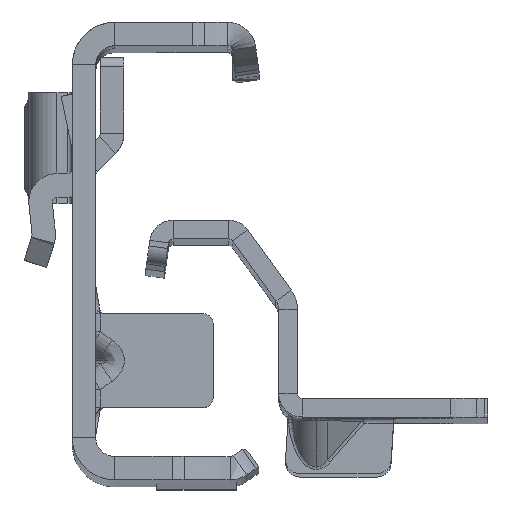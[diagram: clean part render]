
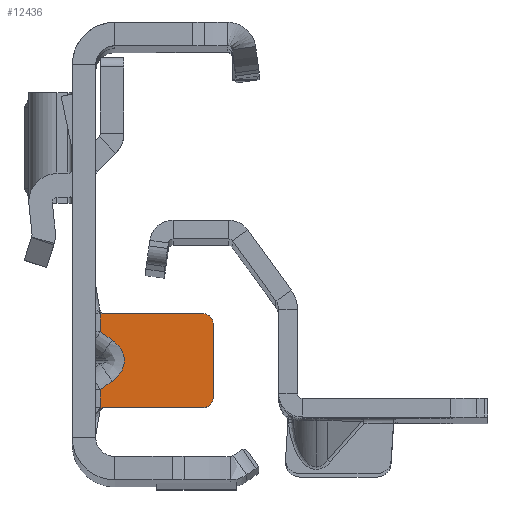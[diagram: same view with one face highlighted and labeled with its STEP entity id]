
A CAD part, top view. The second image highlights one B-rep face of the part: STEP entity #12436.
In plain terms, the highlighted planar face has unit normal (0, 0, 1).
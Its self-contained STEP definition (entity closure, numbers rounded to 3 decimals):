
#8 = DIRECTION ( 'NONE',  ( -1., 0., 0. ) ) ;
#435 = DIRECTION ( 'NONE',  ( 0., 1., 0. ) ) ;
#746 = DIRECTION ( 'NONE',  ( -0.816, 0.577, 0. ) ) ;
#832 = VERTEX_POINT ( 'NONE', #10114 ) ;
#940 = FACE_OUTER_BOUND ( 'NONE', #14522, .T. ) ;
#1170 = CARTESIAN_POINT ( 'NONE',  ( 0.5, -13.681, -391.5 ) ) ;
#1221 = DIRECTION ( 'NONE',  ( 0., 1., 0. ) ) ;
#1267 = VECTOR ( 'NONE', #435, 1000. ) ;
#1385 = DIRECTION ( 'NONE',  ( 0.816, 0.577, 0. ) ) ;
#1453 = VECTOR ( 'NONE', #15153, 1000. ) ;
#1793 = CARTESIAN_POINT ( 'NONE',  ( 12.5, -6.6, -391.5 ) ) ;
#1932 = DIRECTION ( 'NONE',  ( 1., 0., 0. ) ) ;
#1950 = VERTEX_POINT ( 'NONE', #4188 ) ;
#2353 = VERTEX_POINT ( 'NONE', #1170 ) ;
#2359 = CARTESIAN_POINT ( 'NONE',  ( 1.757, -12.792, -391.5 ) ) ;
#2488 = CARTESIAN_POINT ( 'NONE',  ( 11.5, -15.6, -391.5 ) ) ;
#2871 = LINE ( 'NONE', #6141, #2873 ) ;
#2873 = VECTOR ( 'NONE', #16383, 1000. ) ;
#2935 = VECTOR ( 'NONE', #8975, 1000. ) ;
#2964 = EDGE_CURVE ( 'NONE', #7438, #7162, #11712, .T. ) ;
#3201 = ORIENTED_EDGE ( 'NONE', *, *, #14915, .T. ) ;
#3624 = EDGE_CURVE ( 'NONE', #832, #7119, #18001, .T. ) ;
#3868 = CARTESIAN_POINT ( 'NONE',  ( 11.5, -6.6, -391.5 ) ) ;
#4106 = DIRECTION ( 'NONE',  ( 0., 1., 0. ) ) ;
#4188 = CARTESIAN_POINT ( 'NONE',  ( 0.5, -15.6, -391.5 ) ) ;
#4221 = VECTOR ( 'NONE', #1932, 1000. ) ;
#4725 = CIRCLE ( 'NONE', #18522, 1. ) ;
#5048 = EDGE_CURVE ( 'NONE', #2353, #18919, #6015, .T. ) ;
#5229 = DIRECTION ( 'NONE',  ( 1., 0., 0. ) ) ;
#5274 = EDGE_CURVE ( 'NONE', #18919, #13423, #12632, .T. ) ;
#5346 = CARTESIAN_POINT ( 'NONE',  ( 3.573, -9.692, -391.5 ) ) ;
#5799 = LINE ( 'NONE', #6638, #4221 ) ;
#6015 = LINE ( 'NONE', #8878, #14599 ) ;
#6016 = ORIENTED_EDGE ( 'NONE', *, *, #5048, .F. ) ;
#6141 = CARTESIAN_POINT ( 'NONE',  ( 0.5, 22.3, -391.5 ) ) ;
#6388 = CARTESIAN_POINT ( 'NONE',  ( 0.708, -5.6, -391.5 ) ) ;
#6638 = CARTESIAN_POINT ( 'NONE',  ( -1.826, -15.6, -391.5 ) ) ;
#6648 = VERTEX_POINT ( 'NONE', #2488 ) ;
#6813 = CARTESIAN_POINT ( 'NONE',  ( -37.326, 22.3, -391.5 ) ) ;
#7119 = VERTEX_POINT ( 'NONE', #12025 ) ;
#7162 = VERTEX_POINT ( 'NONE', #6388 ) ;
#7317 = ORIENTED_EDGE ( 'NONE', *, *, #18480, .F. ) ;
#7438 = VERTEX_POINT ( 'NONE', #13336 ) ;
#7592 = LINE ( 'NONE', #10740, #1453 ) ;
#7769 = CARTESIAN_POINT ( 'NONE',  ( 0.708, -15.6, -391.5 ) ) ;
#7863 = VECTOR ( 'NONE', #5229, 1000. ) ;
#7984 = LINE ( 'NONE', #12388, #7863 ) ;
#8090 = DIRECTION ( 'NONE',  ( 0., -1., 0. ) ) ;
#8203 = CARTESIAN_POINT ( 'NONE',  ( 1.757, -8.408, -391.5 ) ) ;
#8236 = AXIS2_PLACEMENT_3D ( 'NONE', #13196, #18769, #4106 ) ;
#8468 = ORIENTED_EDGE ( 'NONE', *, *, #11931, .T. ) ;
#8516 = PLANE ( 'NONE',  #15225 ) ;
#8878 = CARTESIAN_POINT ( 'NONE',  ( 2.624, -12.179, -391.5 ) ) ;
#8975 = DIRECTION ( 'NONE',  ( -1., 0., 0. ) ) ;
#9139 = ORIENTED_EDGE ( 'NONE', *, *, #3624, .T. ) ;
#9335 = DIRECTION ( 'NONE',  ( 0., 0., 1. ) ) ;
#9336 = ORIENTED_EDGE ( 'NONE', *, *, #10925, .T. ) ;
#9566 = CARTESIAN_POINT ( 'NONE',  ( 1.757, -12.792, -391.5 ) ) ;
#9568 = CARTESIAN_POINT ( 'NONE',  ( 1.757, -8.408, -391.5 ) ) ;
#9733 = CARTESIAN_POINT ( 'NONE',  ( 3.573, -11.508, -391.5 ) ) ;
#9768 = CIRCLE ( 'NONE', #8236, 1. ) ;
#9924 = CARTESIAN_POINT ( 'NONE',  ( 1.367, -8.131, -391.5 ) ) ;
#10114 = CARTESIAN_POINT ( 'NONE',  ( 12.5, -14.6, -391.5 ) ) ;
#10206 = VERTEX_POINT ( 'NONE', #16969 ) ;
#10489 = EDGE_CURVE ( 'NONE', #13423, #13450, #11546, .T. ) ;
#10740 = CARTESIAN_POINT ( 'NONE',  ( 0.5, 22.3, -391.5 ) ) ;
#10925 = EDGE_CURVE ( 'NONE', #11269, #6648, #5799, .T. ) ;
#11147 = ORIENTED_EDGE ( 'NONE', *, *, #5274, .F. ) ;
#11269 = VERTEX_POINT ( 'NONE', #7769 ) ;
#11546 = LINE ( 'NONE', #9924, #16750 ) ;
#11712 = LINE ( 'NONE', #14971, #11740 ) ;
#11740 = VECTOR ( 'NONE', #8, 1000. ) ;
#11840 = CARTESIAN_POINT ( 'NONE',  ( -1.826, -5.6, -391.5 ) ) ;
#11931 = EDGE_CURVE ( 'NONE', #1950, #11269, #7984, .T. ) ;
#12025 = CARTESIAN_POINT ( 'NONE',  ( 12.5, -6.6, -391.5 ) ) ;
#12312 = ORIENTED_EDGE ( 'NONE', *, *, #2964, .T. ) ;
#12388 = CARTESIAN_POINT ( 'NONE',  ( -1.826, -15.6, -391.5 ) ) ;
#12436 = ADVANCED_FACE ( 'NONE', ( #940 ), #8516, .F. ) ;
#12632 =( BOUNDED_CURVE ( )  B_SPLINE_CURVE ( 3, ( #2359, #9733, #5346, #8203 ),
 .UNSPECIFIED., .F., .T. ) 
 B_SPLINE_CURVE_WITH_KNOTS ( ( 4, 4 ),
 ( 2.356, 3.927 ),
 .UNSPECIFIED. ) 
 CURVE ( )  GEOMETRIC_REPRESENTATION_ITEM ( )  RATIONAL_B_SPLINE_CURVE ( ( 1., 0.805, 0.805, 1. ) ) 
 REPRESENTATION_ITEM ( '' )  );
#12645 = DIRECTION ( 'NONE',  ( 0., 0., -1. ) ) ;
#13196 = CARTESIAN_POINT ( 'NONE',  ( 11.5, -14.6, -391.5 ) ) ;
#13336 = CARTESIAN_POINT ( 'NONE',  ( 11.5, -5.6, -391.5 ) ) ;
#13423 = VERTEX_POINT ( 'NONE', #9568 ) ;
#13450 = VERTEX_POINT ( 'NONE', #15500 ) ;
#13473 = EDGE_CURVE ( 'NONE', #6648, #832, #9768, .T. ) ;
#14454 = ORIENTED_EDGE ( 'NONE', *, *, #16793, .T. ) ;
#14522 = EDGE_LOOP ( 'NONE', ( #18474, #11147, #6016, #15258, #8468, #9336, #17061, #9139, #3201, #12312, #14454, #7317 ) ) ;
#14538 = EDGE_CURVE ( 'NONE', #1950, #2353, #2871, .T. ) ;
#14599 = VECTOR ( 'NONE', #1385, 1000. ) ;
#14915 = EDGE_CURVE ( 'NONE', #7119, #7438, #4725, .T. ) ;
#14971 = CARTESIAN_POINT ( 'NONE',  ( -1.826, -5.6, -391.5 ) ) ;
#15153 = DIRECTION ( 'NONE',  ( 0., 1., 0. ) ) ;
#15225 = AXIS2_PLACEMENT_3D ( 'NONE', #6813, #12645, #1221 ) ;
#15258 = ORIENTED_EDGE ( 'NONE', *, *, #14538, .F. ) ;
#15500 = CARTESIAN_POINT ( 'NONE',  ( 0.5, -7.519, -391.5 ) ) ;
#16383 = DIRECTION ( 'NONE',  ( 0., 1., 0. ) ) ;
#16750 = VECTOR ( 'NONE', #746, 1000. ) ;
#16793 = EDGE_CURVE ( 'NONE', #7162, #10206, #17403, .T. ) ;
#16969 = CARTESIAN_POINT ( 'NONE',  ( 0.5, -5.6, -391.5 ) ) ;
#17061 = ORIENTED_EDGE ( 'NONE', *, *, #13473, .T. ) ;
#17403 = LINE ( 'NONE', #11840, #2935 ) ;
#18001 = LINE ( 'NONE', #1793, #1267 ) ;
#18474 = ORIENTED_EDGE ( 'NONE', *, *, #10489, .F. ) ;
#18480 = EDGE_CURVE ( 'NONE', #13450, #10206, #7592, .T. ) ;
#18522 = AXIS2_PLACEMENT_3D ( 'NONE', #3868, #9335, #8090 ) ;
#18769 = DIRECTION ( 'NONE',  ( 0., 0., 1. ) ) ;
#18919 = VERTEX_POINT ( 'NONE', #9566 ) ;
